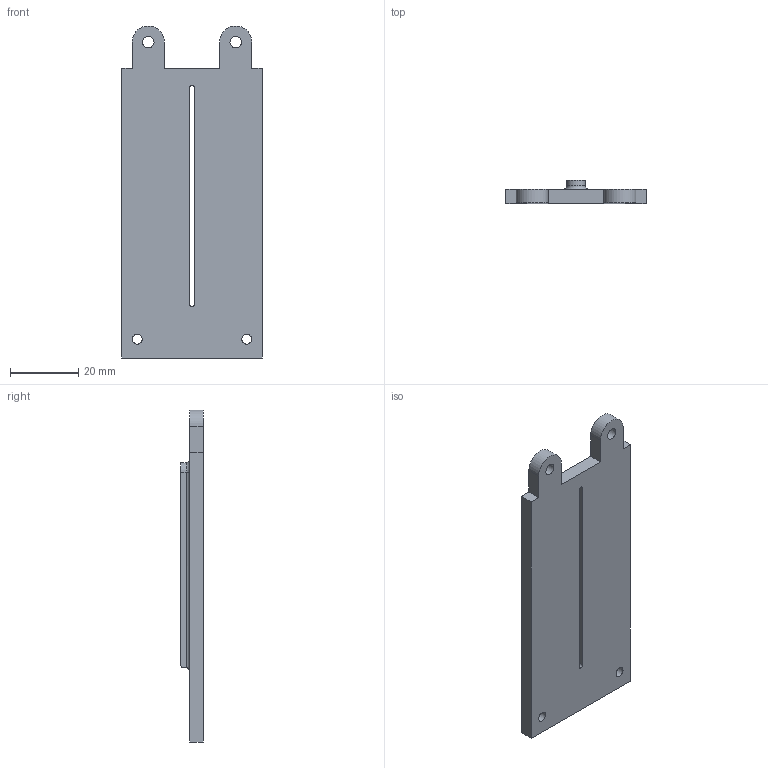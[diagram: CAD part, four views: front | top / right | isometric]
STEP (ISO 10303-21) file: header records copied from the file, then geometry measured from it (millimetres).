
FILE_DESCRIPTION(/* description */ (''),/* implementation_level */ '2;1');
FILE_NAME(/* name */ 'TSF-Wall.stp',/* time_stamp */ '2024-08-08T09:53:40+01:00',/* author */ ('thiba'),/* organization */ (''),/* preprocessor_version */ 'ST-DEVELOPER v20',/* originating_system */ 'Autodesk Inventor 2025',/* authorisation */ '');
FILE_SCHEMA (('AUTOMOTIVE_DESIGN { 1 0 10303 214 3 1 1 }'));
Length unit declared in the file: millimetre
Products named in the file (1): TSF-Wall
Bounding box: 41 x 6.6 x 97.1 mm (x, y, z)
Volume: 14886.1 mm3; surface area: 9550.8 mm2
Topology: 1 solids, 1 shells, 35 faces, 129 edges, 137 vertices
Faces by surface type: plane 19, cylinder 15, torus 1
Full cylindrical faces by diameter (mm): 2.9 x2, 3.4 x2
Entity records: 1361 total; most frequent: CARTESIAN_POINT 272, DIRECTION 212, ORIENTED_EDGE 190, EDGE_CURVE 95, AXIS2_PLACEMENT_3D 73, LINE 66, VECTOR 66, VERTEX_POINT 62
